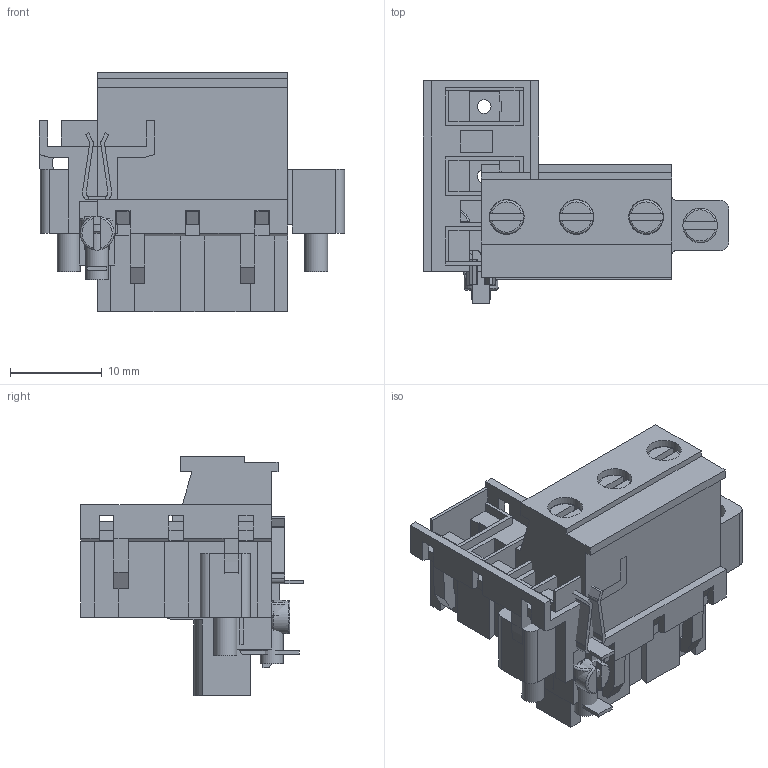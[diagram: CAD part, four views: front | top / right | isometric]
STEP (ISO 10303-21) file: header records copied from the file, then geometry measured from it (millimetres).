
FILE_DESCRIPTION( ( 'Unknown' ), '1' );
FILE_NAME( '691345410003.stp', 'Unknown', ( 'Unknown' ), ( 'Unknown' ), 'PSStep 14.0', 'Unknown', ' ' );
FILE_SCHEMA( ( 'AUTOMOTIVE_DESIGN { 1 0 10303 214 1 1 1 1 }' ) );
Length unit declared in the file: millimetre
Products named in the file (7): Assem1; vis cage; vis flange; Spring; cage; 691345410003_plastic top; 691345410003_plastic bottom
Bounding box: 33.34 x 24.29 x 26.2 mm (x, y, z)
Volume: 6827.3 mm3; surface area: 13944.8 mm2
Topology: 19 solids, 19 shells, 1062 faces, 2897 edges, 1892 vertices
Faces by surface type: plane 873, cylinder 156, torus 21, cone 12
Full cylindrical faces by diameter (mm): 1.5 x6, 2.459 x4, 2.5 x3, 2.6 x6, 2.7 x4, 3 x10, 3.7 x4, 3.8 x13
Entity records: 17635 total; most frequent: CARTESIAN_POINT 2503, ORIENTED_EDGE 2400, DIRECTION 2247, EDGE_CURVE 1200, LINE 1061, VECTOR 1061, VERTEX_POINT 801, AXIS2_PLACEMENT_3D 593
